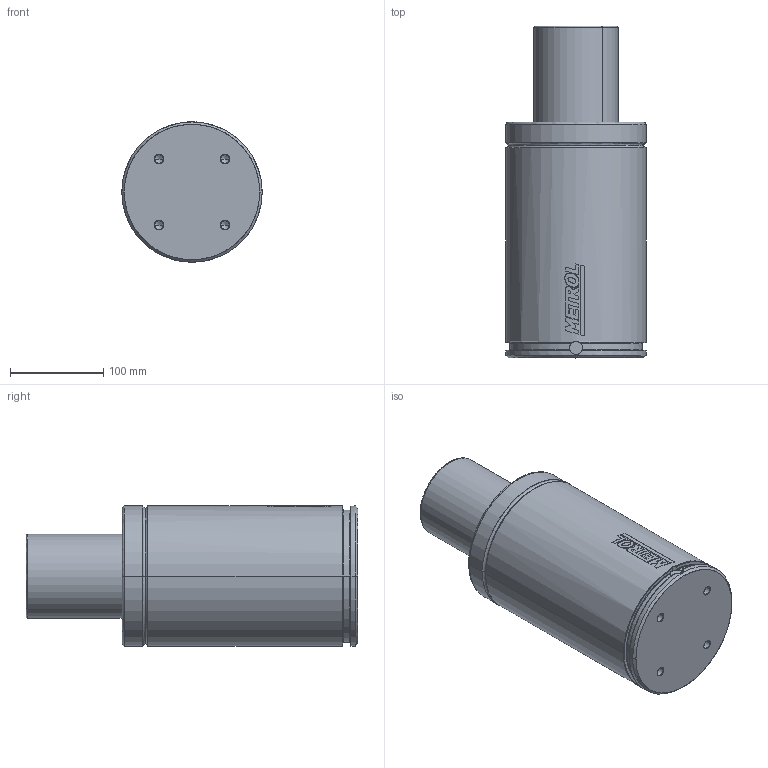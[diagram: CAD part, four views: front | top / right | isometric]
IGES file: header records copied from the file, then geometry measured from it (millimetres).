
Start section: SolidWorks IGES file using analytic representation for surfaces
Global section: file name: MX9500-100.igs; native system: SolidWorks 2014; preprocessor: SolidWorks 2014; author: thevault; date: 190320.173120; units: millimetre
Bounding box: 150 x 355 x 150.1 mm (x, y, z)
Surface area: 269967.6 mm2 (no closed solid volume)
Topology: 0 solids, 0 shells, 150 faces, 1963 edges, 1953 vertices
Faces by surface type: bspline 89, revolution 61
